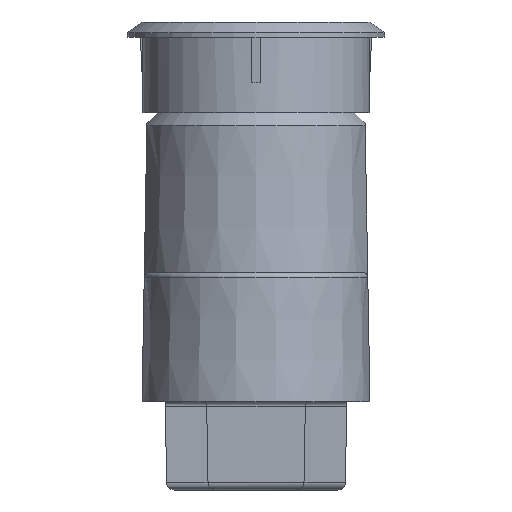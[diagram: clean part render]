
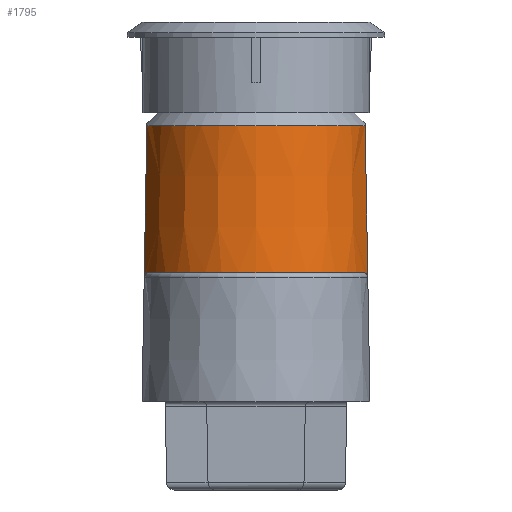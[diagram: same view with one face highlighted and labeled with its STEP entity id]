
A CAD part, front view. The second image highlights one B-rep face of the part: STEP entity #1795.
In plain terms, the highlighted conical face has half-angle 1 degrees and reference radius 7.444 mm.
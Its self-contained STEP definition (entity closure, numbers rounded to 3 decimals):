
#281=CARTESIAN_POINT('',(-22.5,-16.056,18.232));
#282=DIRECTION('',(0.,0.,1.));
#283=DIRECTION('',(-0.98,-0.2,0.));
#284=AXIS2_PLACEMENT_3D('',#281,#282,#283);
#286=CARTESIAN_POINT('',(-22.5,-16.056,18.232));
#287=DIRECTION('',(0.,0.,1.));
#288=DIRECTION('',(0.,-1.,0.));
#289=AXIS2_PLACEMENT_3D('',#286,#287,#288);
#291=CARTESIAN_POINT('',(-15.292,-17.528,18.232));
#292=CARTESIAN_POINT('',(-15.273,-17.53,17.121));
#293=CARTESIAN_POINT('',(-15.234,-17.534,14.899));
#294=CARTESIAN_POINT('',(-15.176,-17.54,11.566));
#295=CARTESIAN_POINT('',(-15.137,-17.544,9.345));
#296=CARTESIAN_POINT('',(-15.118,-17.546,8.234));
#298=CARTESIAN_POINT('',(-15.118,-17.546,8.234));
#299=CARTESIAN_POINT('',(-15.118,-17.546,8.24));
#300=CARTESIAN_POINT('',(-15.118,-17.548,8.253));
#301=CARTESIAN_POINT('',(-15.121,-17.558,8.274));
#302=CARTESIAN_POINT('',(-15.125,-17.574,8.294));
#303=CARTESIAN_POINT('',(-15.129,-17.596,8.312));
#304=CARTESIAN_POINT('',(-15.135,-17.621,8.33));
#305=CARTESIAN_POINT('',(-15.142,-17.65,8.347));
#306=CARTESIAN_POINT('',(-15.149,-17.684,8.363));
#307=CARTESIAN_POINT('',(-15.158,-17.721,8.379));
#308=CARTESIAN_POINT('',(-15.168,-17.763,8.395));
#309=CARTESIAN_POINT('',(-15.179,-17.809,8.411));
#310=CARTESIAN_POINT('',(-15.191,-17.859,8.426));
#311=CARTESIAN_POINT('',(-15.206,-17.915,8.442));
#312=CARTESIAN_POINT('',(-15.222,-17.976,8.457));
#313=CARTESIAN_POINT('',(-15.24,-18.043,8.471));
#314=CARTESIAN_POINT('',(-15.261,-18.116,8.485));
#315=CARTESIAN_POINT('',(-15.284,-18.197,8.498));
#316=CARTESIAN_POINT('',(-15.311,-18.284,8.51));
#317=CARTESIAN_POINT('',(-15.342,-18.381,8.52));
#318=CARTESIAN_POINT('',(-15.377,-18.486,8.527));
#319=CARTESIAN_POINT('',(-15.404,-18.564,8.53));
#320=CARTESIAN_POINT('',(-15.419,-18.604,8.53));
#322=CARTESIAN_POINT('',(-29.581,-18.604,8.53));
#323=CARTESIAN_POINT('',(-29.596,-18.564,8.53));
#324=CARTESIAN_POINT('',(-29.623,-18.486,8.527));
#325=CARTESIAN_POINT('',(-29.658,-18.381,8.52));
#326=CARTESIAN_POINT('',(-29.689,-18.284,8.51));
#327=CARTESIAN_POINT('',(-29.716,-18.196,8.498));
#328=CARTESIAN_POINT('',(-29.739,-18.116,8.485));
#329=CARTESIAN_POINT('',(-29.76,-18.043,8.471));
#330=CARTESIAN_POINT('',(-29.778,-17.976,8.457));
#331=CARTESIAN_POINT('',(-29.794,-17.915,8.442));
#332=CARTESIAN_POINT('',(-29.809,-17.859,8.426));
#333=CARTESIAN_POINT('',(-29.821,-17.809,8.411));
#334=CARTESIAN_POINT('',(-29.832,-17.763,8.395));
#335=CARTESIAN_POINT('',(-29.842,-17.721,8.379));
#336=CARTESIAN_POINT('',(-29.851,-17.684,8.363));
#337=CARTESIAN_POINT('',(-29.858,-17.65,8.347));
#338=CARTESIAN_POINT('',(-29.865,-17.621,8.33));
#339=CARTESIAN_POINT('',(-29.871,-17.596,8.312));
#340=CARTESIAN_POINT('',(-29.875,-17.574,8.294));
#341=CARTESIAN_POINT('',(-29.879,-17.558,8.274));
#342=CARTESIAN_POINT('',(-29.882,-17.548,8.253));
#343=CARTESIAN_POINT('',(-29.882,-17.546,8.24));
#344=CARTESIAN_POINT('',(-29.882,-17.546,8.234));
#346=CARTESIAN_POINT('',(-29.882,-17.546,8.234));
#347=CARTESIAN_POINT('',(-29.863,-17.544,9.345));
#348=CARTESIAN_POINT('',(-29.824,-17.54,11.566));
#349=CARTESIAN_POINT('',(-29.766,-17.534,14.899));
#350=CARTESIAN_POINT('',(-29.727,-17.53,17.121));
#351=CARTESIAN_POINT('',(-29.708,-17.528,18.232));
#357=CARTESIAN_POINT('',(-29.708,-17.528,18.232));
#765=CARTESIAN_POINT('',(-22.5,-16.056,8.53));
#766=DIRECTION('',(0.,0.,1.));
#767=DIRECTION('',(0.,-1.,0.));
#768=AXIS2_PLACEMENT_3D('',#765,#766,#767);
#780=CARTESIAN_POINT('',(-22.5,-16.056,8.53));
#781=DIRECTION('',(0.,0.,1.));
#782=DIRECTION('',(-0.941,-0.339,0.));
#783=AXIS2_PLACEMENT_3D('',#780,#781,#782);
#1207=CARTESIAN_POINT('',(-15.118,-17.546,
8.234));
#1208=VERTEX_POINT('',#1207);
#1209=VERTEX_POINT('',#291);
#1232=VERTEX_POINT('',#357);
#1233=VERTEX_POINT('',#346);
#1288=CARTESIAN_POINT('',(-22.5,-23.412,18.232));
#1289=VERTEX_POINT('',#1288);
#1290=VERTEX_POINT('',#320);
#1291=CARTESIAN_POINT('',(-22.5,-23.582,8.53));
#1292=VERTEX_POINT('',#1291);
#1293=CARTESIAN_POINT('',(-29.581,-18.604,
8.53));
#1294=VERTEX_POINT('',#1293);
#1775=CARTESIAN_POINT('',(-22.5,-16.056,13.233));
#1776=DIRECTION('',(0.,0.,-1.));
#1777=DIRECTION('',(0.,-1.,0.));
#1778=AXIS2_PLACEMENT_3D('',#1775,#1776,#1777);
#1779=CONICAL_SURFACE('',#1778,7.444,1.);
#1781=ORIENTED_EDGE('',*,*,#1780,.T.);
#1783=ORIENTED_EDGE('',*,*,#1782,.T.);
#1784=ORIENTED_EDGE('',*,*,#1659,.T.);
#1785=ORIENTED_EDGE('',*,*,#1766,.T.);
#1787=ORIENTED_EDGE('',*,*,#1786,.F.);
#1789=ORIENTED_EDGE('',*,*,#1788,.F.);
#1791=ORIENTED_EDGE('',*,*,#1790,.T.);
#1792=ORIENTED_EDGE('',*,*,#1610,.T.);
#1793=EDGE_LOOP('',(#1781,#1783,#1784,#1785,#1787,#1789,#1791,#1792));
#1794=FACE_OUTER_BOUND('',#1793,.F.);
#1795=ADVANCED_FACE('',(#1794),#1779,.T.);
#285=CIRCLE('',#284,7.357);
#290=CIRCLE('',#289,7.357);
#297=B_SPLINE_CURVE_WITH_KNOTS('',3,(#291,#292,#293,#294,#295,#296),
.UNSPECIFIED.,.F.,.F.,(4,1,1,4),(0.,0.333,0.667,1.),
.UNSPECIFIED.);
#321=B_SPLINE_CURVE_WITH_KNOTS('',3,(#298,#299,#300,#301,#302,#303,#304,#305,
#306,#307,#308,#309,#310,#311,#312,#313,#314,#315,#316,#317,#318,#319,#320),
.UNSPECIFIED.,.F.,.F.,(4,1,1,1,1,1,1,1,1,1,1,1,1,1,1,1,1,1,1,1,4),(0.,0.05,
0.1,0.15,0.2,0.25,0.3,0.35,0.4,0.45,0.5,0.55,0.6,0.65,
0.7,0.75,0.8,0.85,0.9,0.95,1.),.UNSPECIFIED.);
#345=B_SPLINE_CURVE_WITH_KNOTS('',3,(#322,#323,#324,#325,#326,#327,#328,#329,
#330,#331,#332,#333,#334,#335,#336,#337,#338,#339,#340,#341,#342,#343,#344),
.UNSPECIFIED.,.F.,.F.,(4,1,1,1,1,1,1,1,1,1,1,1,1,1,1,1,1,1,1,1,4),(0.,0.05,
0.1,0.15,0.2,0.25,0.3,0.35,0.4,0.45,0.5,0.55,0.6,0.65,
0.7,0.75,0.8,0.85,0.9,0.95,1.),.UNSPECIFIED.);
#352=B_SPLINE_CURVE_WITH_KNOTS('',3,(#346,#347,#348,#349,#350,#351),
.UNSPECIFIED.,.F.,.F.,(4,1,1,4),(0.,0.333,0.667,1.),
.UNSPECIFIED.);
#769=CIRCLE('',#768,7.526);
#784=CIRCLE('',#783,7.526);
#1610=EDGE_CURVE('',#1233,#1232,#352,.T.);
#1659=EDGE_CURVE('',#1209,#1208,#297,.T.);
#1766=EDGE_CURVE('',#1208,#1290,#321,.T.);
#1780=EDGE_CURVE('',#1232,#1289,#285,.T.);
#1782=EDGE_CURVE('',#1289,#1209,#290,.T.);
#1786=EDGE_CURVE('',#1292,#1290,#769,.T.);
#1788=EDGE_CURVE('',#1294,#1292,#784,.T.);
#1790=EDGE_CURVE('',#1294,#1233,#345,.T.);
